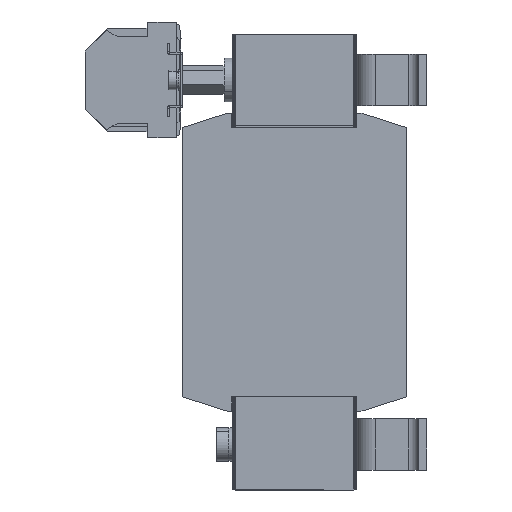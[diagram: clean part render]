
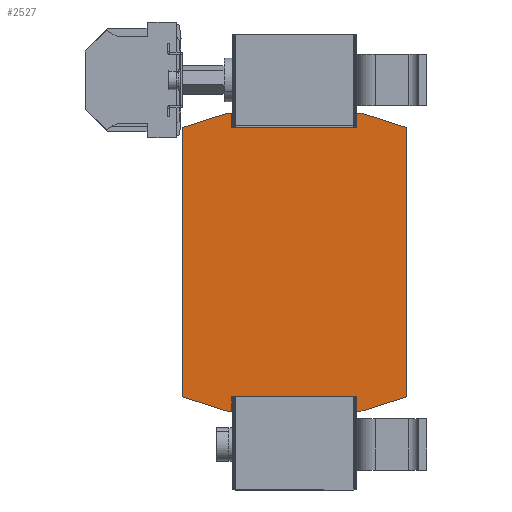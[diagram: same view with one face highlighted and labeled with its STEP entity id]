
A CAD part, left-side view. The second image highlights one B-rep face of the part: STEP entity #2527.
In plain terms, the highlighted planar face has unit normal (-1, 0, 0).
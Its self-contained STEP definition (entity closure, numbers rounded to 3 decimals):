
#3 = CARTESIAN_POINT ( 'NONE',  ( -86.5, 30.15, -72. ) ) ;
#110 = CARTESIAN_POINT ( 'NONE',  ( -86.5, -54.145, 65. ) ) ;
#606 = CARTESIAN_POINT ( 'NONE',  ( -86.5, -30.15, 65. ) ) ;
#709 = CARTESIAN_POINT ( 'NONE',  ( -86.5, -32.15, -72. ) ) ;
#741 = CARTESIAN_POINT ( 'NONE',  ( -86.5, -32.15, 72. ) ) ;
#881 = DIRECTION ( 'NONE',  ( 0., -1., 0. ) ) ;
#933 = DIRECTION ( 'NONE',  ( 0., 1., 0. ) ) ;
#955 = DIRECTION ( 'NONE',  ( 0., 0.953, 0.303 ) ) ;
#1051 = LINE ( 'NONE', #20140, #14051 ) ;
#1195 = ORIENTED_EDGE ( 'NONE', *, *, #18243, .F. ) ;
#1309 = ORIENTED_EDGE ( 'NONE', *, *, #8977, .F. ) ;
#1614 = CARTESIAN_POINT ( 'NONE',  ( -86.5, -30.15, 72. ) ) ;
#1700 = ORIENTED_EDGE ( 'NONE', *, *, #2935, .F. ) ;
#1839 = LINE ( 'NONE', #15111, #17570 ) ;
#1877 = VERTEX_POINT ( 'NONE', #709 ) ;
#2081 = DIRECTION ( 'NONE',  ( 0., 1., 0. ) ) ;
#2302 = EDGE_CURVE ( 'Defeature ausgef�hrt2_5+Defeature ausgef�hrt2_22+Defeature ausgef�hrt2_13+Defeature ausgef�hrt2_14', #11059, #12353, #1839, .T. ) ;
#2392 = ORIENTED_EDGE ( 'NONE', *, *, #19004, .F. ) ;
#2527 = ADVANCED_FACE ( 'Defeature ausgef�hrt2_22', ( #19784 ), #2694, .F. ) ;
#2694 = PLANE ( 'NONE',  #5102 ) ;
#2835 = CARTESIAN_POINT ( 'NONE',  ( -86.5, 0., 0. ) ) ;
#2902 = LINE ( 'NONE', #16928, #18114 ) ;
#2935 = EDGE_CURVE ( 'Defeature ausgef�hrt2_20+Defeature ausgef�hrt2_22+Defeature ausgef�hrt2_19+Defeature ausgef�hrt2_6', #16827, #19097, #17270, .T. ) ;
#3194 = LINE ( 'NONE', #8897, #9660 ) ;
#3222 = VERTEX_POINT ( 'NONE', #15770 ) ;
#3613 = CARTESIAN_POINT ( 'NONE',  ( -86.5, -30.15, -65. ) ) ;
#4092 = DIRECTION ( 'NONE',  ( 0., -0.953, 0.303 ) ) ;
#4147 = LINE ( 'NONE', #12383, #18882 ) ;
#4188 = VECTOR ( 'NONE', #8098, 1000. ) ;
#4316 = LINE ( 'NONE', #5607, #5331 ) ;
#4365 = VERTEX_POINT ( 'NONE', #19214 ) ;
#4596 = VECTOR ( 'NONE', #17347, 1000. ) ;
#4849 = CARTESIAN_POINT ( 'NONE',  ( -86.5, -30.15, -72. ) ) ;
#5027 = ORIENTED_EDGE ( 'NONE', *, *, #18118, .F. ) ;
#5102 = AXIS2_PLACEMENT_3D ( 'NONE', #2835, #7585, #933 ) ;
#5151 = CARTESIAN_POINT ( 'NONE',  ( -86.5, -30.15, -72. ) ) ;
#5286 = LINE ( 'NONE', #19244, #12565 ) ;
#5295 = EDGE_CURVE ( 'Defeature ausgef�hrt2_15+Defeature ausgef�hrt2_22+Defeature ausgef�hrt2_14+Defeature ausgef�hrt2_16', #18989, #10878, #3194, .T. ) ;
#5331 = VECTOR ( 'NONE', #5411, 1000. ) ;
#5411 = DIRECTION ( 'NONE',  ( 0., 0., -1. ) ) ;
#5607 = CARTESIAN_POINT ( 'NONE',  ( -86.5, -54.145, -65. ) ) ;
#5698 = ORIENTED_EDGE ( 'NONE', *, *, #12031, .F. ) ;
#6079 = EDGE_CURVE ( 'Defeature ausgef�hrt2_11+Defeature ausgef�hrt2_22+Defeature ausgef�hrt2_10+Defeature ausgef�hrt2_12', #3222, #1877, #15120, .T. ) ;
#6196 = LINE ( 'NONE', #3613, #6436 ) ;
#6328 = CARTESIAN_POINT ( 'NONE',  ( -86.5, -32.15, 72. ) ) ;
#6436 = VECTOR ( 'NONE', #8239, 1000. ) ;
#6541 = DIRECTION ( 'NONE',  ( 0., -0.953, -0.303 ) ) ;
#7011 = CARTESIAN_POINT ( 'NONE',  ( -86.5, 30.15, 65. ) ) ;
#7166 = ORIENTED_EDGE ( 'NONE', *, *, #9340, .F. ) ;
#7585 = DIRECTION ( 'NONE',  ( 1., 0., 0. ) ) ;
#7797 = EDGE_CURVE ( 'Defeature ausgef�hrt2_9+Defeature ausgef�hrt2_22+Defeature ausgef�hrt2_8+Defeature ausgef�hrt2_10', #18634, #18942, #20386, .T. ) ;
#8007 = EDGE_CURVE ( 'Defeature ausgef�hrt2_17+Defeature ausgef�hrt2_22+Defeature ausgef�hrt2_16+Defeature ausgef�hrt2_18', #19218, #4365, #14669, .T. ) ;
#8048 = CARTESIAN_POINT ( 'NONE',  ( -86.5, -32.15, -72. ) ) ;
#8098 = DIRECTION ( 'NONE',  ( 0., 0., -1. ) ) ;
#8239 = DIRECTION ( 'NONE',  ( 0., 0., 1. ) ) ;
#8331 = DIRECTION ( 'NONE',  ( 0., 0., -1. ) ) ;
#8696 = VECTOR ( 'NONE', #6541, 1000. ) ;
#8697 = VERTEX_POINT ( 'NONE', #606 ) ;
#8704 = DIRECTION ( 'NONE',  ( 0., 1., 0. ) ) ;
#8897 = CARTESIAN_POINT ( 'NONE',  ( -86.5, 32.15, -72. ) ) ;
#8916 = DIRECTION ( 'NONE',  ( 0., -1., 0. ) ) ;
#8977 = EDGE_CURVE ( 'Defeature ausgef�hrt2_7+Defeature ausgef�hrt2_22+Defeature ausgef�hrt2_6+Defeature ausgef�hrt2_8', #8697, #15649, #18595, .T. ) ;
#9103 = VERTEX_POINT ( 'NONE', #4849 ) ;
#9340 = EDGE_CURVE ( 'Defeature ausgef�hrt2_10+Defeature ausgef�hrt2_22+Defeature ausgef�hrt2_9+Defeature ausgef�hrt2_11', #18942, #3222, #4316, .T. ) ;
#9660 = VECTOR ( 'NONE', #8704, 1000. ) ;
#9764 = EDGE_LOOP ( 'NONE', ( #1309, #2392, #1700, #5698, #14920, #19570, #18664, #10732, #5027, #17528, #1195, #15628, #9894, #7166, #15425, #16125 ) ) ;
#9894 = ORIENTED_EDGE ( 'NONE', *, *, #6079, .F. ) ;
#10151 = VECTOR ( 'NONE', #881, 1000. ) ;
#10732 = ORIENTED_EDGE ( 'NONE', *, *, #5295, .F. ) ;
#10878 = VERTEX_POINT ( 'NONE', #14545 ) ;
#10942 = CARTESIAN_POINT ( 'NONE',  ( -86.5, 30.15, 72. ) ) ;
#11059 = VERTEX_POINT ( 'NONE', #19607 ) ;
#11215 = VECTOR ( 'NONE', #2081, 1000. ) ;
#11776 = EDGE_CURVE ( 'Defeature ausgef�hrt2_18+Defeature ausgef�hrt2_22+Defeature ausgef�hrt2_17+Defeature ausgef�hrt2_19', #4365, #19942, #1051, .T. ) ;
#12031 = EDGE_CURVE ( 'Defeature ausgef�hrt2_19+Defeature ausgef�hrt2_22+Defeature ausgef�hrt2_18+Defeature ausgef�hrt2_20', #19942, #16827, #5286, .T. ) ;
#12321 = CARTESIAN_POINT ( 'NONE',  ( -86.5, 30.15, 65. ) ) ;
#12353 = VERTEX_POINT ( 'NONE', #16649 ) ;
#12383 = CARTESIAN_POINT ( 'NONE',  ( -86.5, -30.15, 65. ) ) ;
#12565 = VECTOR ( 'NONE', #12984, 1000. ) ;
#12852 = CARTESIAN_POINT ( 'NONE',  ( -86.5, 30.15, -72. ) ) ;
#12963 = LINE ( 'NONE', #5151, #11215 ) ;
#12984 = DIRECTION ( 'NONE',  ( 0., -1., 0. ) ) ;
#13059 = VECTOR ( 'NONE', #8331, 1000. ) ;
#13096 = CARTESIAN_POINT ( 'NONE',  ( -86.5, 54.145, 65. ) ) ;
#13363 = EDGE_CURVE ( 'Defeature ausgef�hrt2_12+Defeature ausgef�hrt2_22+Defeature ausgef�hrt2_11+Defeature ausgef�hrt2_13', #1877, #9103, #12963, .T. ) ;
#14051 = VECTOR ( 'NONE', #4092, 1000. ) ;
#14545 = CARTESIAN_POINT ( 'NONE',  ( -86.5, 32.15, -72. ) ) ;
#14669 = LINE ( 'NONE', #13096, #17900 ) ;
#14683 = DIRECTION ( 'NONE',  ( 0., 0., 1. ) ) ;
#14920 = ORIENTED_EDGE ( 'NONE', *, *, #11776, .F. ) ;
#14953 = EDGE_CURVE ( 'Defeature ausgef�hrt2_16+Defeature ausgef�hrt2_22+Defeature ausgef�hrt2_15+Defeature ausgef�hrt2_17', #10878, #19218, #2902, .T. ) ;
#15111 = CARTESIAN_POINT ( 'NONE',  ( -86.5, 30.15, -65. ) ) ;
#15120 = LINE ( 'NONE', #8048, #17326 ) ;
#15425 = ORIENTED_EDGE ( 'NONE', *, *, #7797, .F. ) ;
#15628 = ORIENTED_EDGE ( 'NONE', *, *, #13363, .F. ) ;
#15649 = VERTEX_POINT ( 'NONE', #1614 ) ;
#15655 = LINE ( 'NONE', #741, #10151 ) ;
#15770 = CARTESIAN_POINT ( 'NONE',  ( -86.5, -54.145, -65. ) ) ;
#16125 = ORIENTED_EDGE ( 'NONE', *, *, #19683, .F. ) ;
#16649 = CARTESIAN_POINT ( 'NONE',  ( -86.5, 30.15, -65. ) ) ;
#16827 = VERTEX_POINT ( 'NONE', #10942 ) ;
#16928 = CARTESIAN_POINT ( 'NONE',  ( -86.5, 54.145, -65. ) ) ;
#17270 = LINE ( 'NONE', #7011, #13059 ) ;
#17326 = VECTOR ( 'NONE', #17518, 1000. ) ;
#17347 = DIRECTION ( 'NONE',  ( 0., 0., 1. ) ) ;
#17518 = DIRECTION ( 'NONE',  ( 0., 0.953, -0.303 ) ) ;
#17528 = ORIENTED_EDGE ( 'NONE', *, *, #2302, .F. ) ;
#17564 = CARTESIAN_POINT ( 'NONE',  ( -86.5, 54.145, -65. ) ) ;
#17570 = VECTOR ( 'NONE', #18107, 1000. ) ;
#17900 = VECTOR ( 'NONE', #14683, 1000. ) ;
#18107 = DIRECTION ( 'NONE',  ( 0., 1., 0. ) ) ;
#18114 = VECTOR ( 'NONE', #955, 1000. ) ;
#18118 = EDGE_CURVE ( 'Defeature ausgef�hrt2_14+Defeature ausgef�hrt2_22+Defeature ausgef�hrt2_5+Defeature ausgef�hrt2_15', #12353, #18989, #20175, .T. ) ;
#18243 = EDGE_CURVE ( 'Defeature ausgef�hrt2_13+Defeature ausgef�hrt2_22+Defeature ausgef�hrt2_12+Defeature ausgef�hrt2_5', #9103, #11059, #6196, .T. ) ;
#18595 = LINE ( 'NONE', #20472, #4596 ) ;
#18634 = VERTEX_POINT ( 'NONE', #6328 ) ;
#18664 = ORIENTED_EDGE ( 'NONE', *, *, #14953, .F. ) ;
#18882 = VECTOR ( 'NONE', #8916, 1000. ) ;
#18942 = VERTEX_POINT ( 'NONE', #20108 ) ;
#18989 = VERTEX_POINT ( 'NONE', #3 ) ;
#19004 = EDGE_CURVE ( 'Defeature ausgef�hrt2_6+Defeature ausgef�hrt2_22+Defeature ausgef�hrt2_20+Defeature ausgef�hrt2_7', #19097, #8697, #4147, .T. ) ;
#19097 = VERTEX_POINT ( 'NONE', #12321 ) ;
#19214 = CARTESIAN_POINT ( 'NONE',  ( -86.5, 54.145, 65. ) ) ;
#19218 = VERTEX_POINT ( 'NONE', #17564 ) ;
#19224 = CARTESIAN_POINT ( 'NONE',  ( -86.5, 32.15, 72. ) ) ;
#19244 = CARTESIAN_POINT ( 'NONE',  ( -86.5, 30.15, 72. ) ) ;
#19570 = ORIENTED_EDGE ( 'NONE', *, *, #8007, .F. ) ;
#19607 = CARTESIAN_POINT ( 'NONE',  ( -86.5, -30.15, -65. ) ) ;
#19683 = EDGE_CURVE ( 'Defeature ausgef�hrt2_8+Defeature ausgef�hrt2_22+Defeature ausgef�hrt2_7+Defeature ausgef�hrt2_9', #15649, #18634, #15655, .T. ) ;
#19784 = FACE_OUTER_BOUND ( 'NONE', #9764, .T. ) ;
#19942 = VERTEX_POINT ( 'NONE', #19224 ) ;
#20108 = CARTESIAN_POINT ( 'NONE',  ( -86.5, -54.145, 65. ) ) ;
#20140 = CARTESIAN_POINT ( 'NONE',  ( -86.5, 32.15, 72. ) ) ;
#20175 = LINE ( 'NONE', #12852, #4188 ) ;
#20386 = LINE ( 'NONE', #110, #8696 ) ;
#20472 = CARTESIAN_POINT ( 'NONE',  ( -86.5, -30.15, 72. ) ) ;
